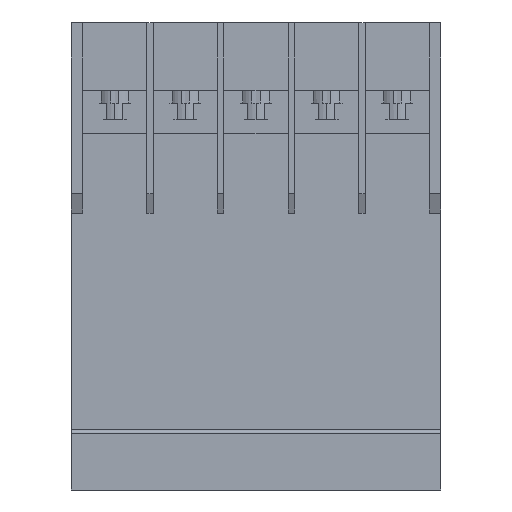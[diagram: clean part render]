
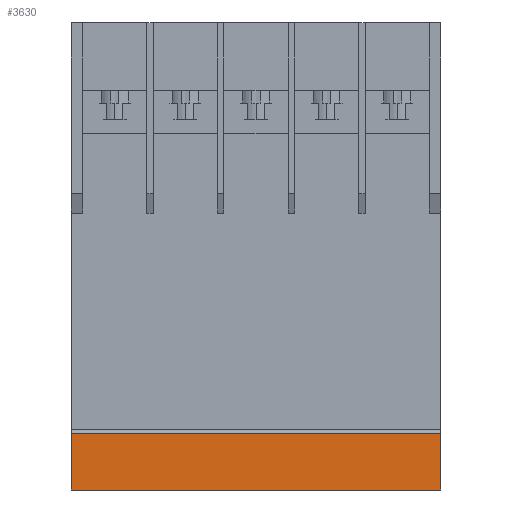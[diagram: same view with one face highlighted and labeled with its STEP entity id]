
A CAD part, front view. The second image highlights one B-rep face of the part: STEP entity #3630.
In plain terms, the highlighted planar face has unit normal (0, -1, 0).
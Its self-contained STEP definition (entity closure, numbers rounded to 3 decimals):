
#620 = DIRECTION ( 'NONE',  ( -1., 0., 0. ) ) ;
#1067 = EDGE_CURVE ( 'NONE', #1575, #3079, #8535, .T. ) ;
#1421 = EDGE_CURVE ( 'NONE', #13089, #11975, #10119, .T. ) ;
#1575 = VERTEX_POINT ( 'NONE', #15287 ) ;
#1866 = ORIENTED_EDGE ( 'NONE', *, *, #1421, .F. ) ;
#2072 = DIRECTION ( 'NONE',  ( 0., 0., -1. ) ) ;
#2541 = CARTESIAN_POINT ( 'NONE',  ( 46., 0., 7. ) ) ;
#2841 = DIRECTION ( 'NONE',  ( -1., 0., 0. ) ) ;
#2911 = CARTESIAN_POINT ( 'NONE',  ( 0., 0., 0. ) ) ;
#3079 = VERTEX_POINT ( 'NONE', #2911 ) ;
#3091 = AXIS2_PLACEMENT_3D ( 'NONE', #13280, #5447, #4387 ) ;
#3407 = FACE_OUTER_BOUND ( 'NONE', #7645, .T. ) ;
#3630 = ADVANCED_FACE ( 'NONE', ( #3407 ), #6792, .F. ) ;
#3783 = CARTESIAN_POINT ( 'NONE',  ( 0., 0., 0. ) ) ;
#4328 = VECTOR ( 'NONE', #2841, 1000. ) ;
#4387 = DIRECTION ( 'NONE',  ( 0., 0., 1. ) ) ;
#4468 = ORIENTED_EDGE ( 'NONE', *, *, #1067, .T. ) ;
#4919 = LINE ( 'NONE', #13103, #4328 ) ;
#5074 = DIRECTION ( 'NONE',  ( 0., 0., -1. ) ) ;
#5447 = DIRECTION ( 'NONE',  ( 0., 1., 0. ) ) ;
#6792 = PLANE ( 'NONE',  #3091 ) ;
#7645 = EDGE_LOOP ( 'NONE', ( #1866, #14067, #4468, #10744 ) ) ;
#8279 = CARTESIAN_POINT ( 'NONE',  ( 46., 0., 0. ) ) ;
#8519 = VECTOR ( 'NONE', #5074, 1000. ) ;
#8535 = LINE ( 'NONE', #3783, #8519 ) ;
#9697 = CARTESIAN_POINT ( 'NONE',  ( 46., 0., 0. ) ) ;
#10119 = LINE ( 'NONE', #9697, #10310 ) ;
#10209 = VECTOR ( 'NONE', #620, 1000. ) ;
#10289 = EDGE_CURVE ( 'NONE', #11975, #3079, #13711, .T. ) ;
#10310 = VECTOR ( 'NONE', #2072, 1000. ) ;
#10744 = ORIENTED_EDGE ( 'NONE', *, *, #10289, .F. ) ;
#11268 = EDGE_CURVE ( 'NONE', #13089, #1575, #4919, .T. ) ;
#11975 = VERTEX_POINT ( 'NONE', #8279 ) ;
#13089 = VERTEX_POINT ( 'NONE', #2541 ) ;
#13103 = CARTESIAN_POINT ( 'NONE',  ( 46., 0., 7. ) ) ;
#13280 = CARTESIAN_POINT ( 'NONE',  ( 46., 0., 0. ) ) ;
#13711 = LINE ( 'NONE', #14926, #10209 ) ;
#14067 = ORIENTED_EDGE ( 'NONE', *, *, #11268, .T. ) ;
#14926 = CARTESIAN_POINT ( 'NONE',  ( 46., 0., 0. ) ) ;
#15287 = CARTESIAN_POINT ( 'NONE',  ( 0., 0., 7. ) ) ;
